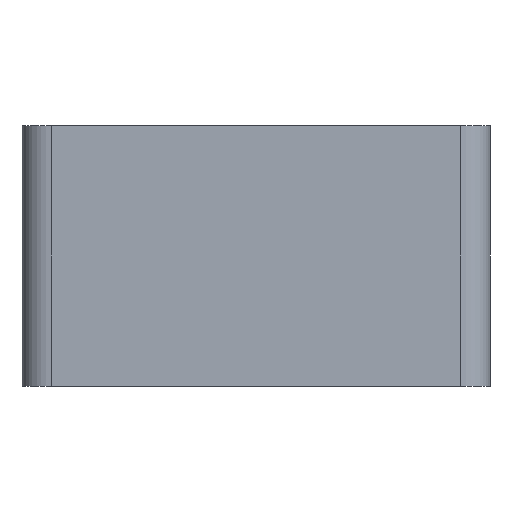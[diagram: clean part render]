
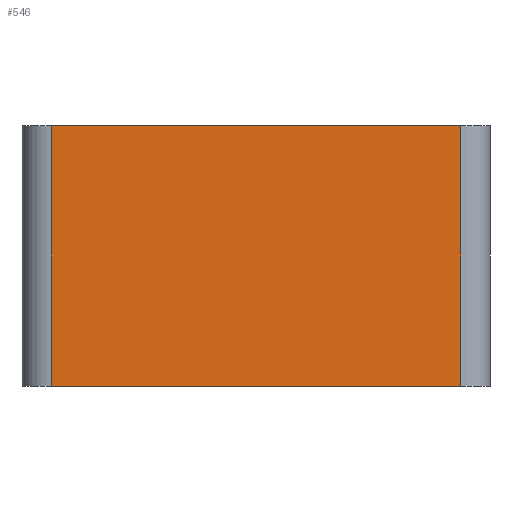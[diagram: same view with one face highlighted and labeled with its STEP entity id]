
A CAD part, left-side view. The second image highlights one B-rep face of the part: STEP entity #546.
In plain terms, the highlighted planar face has unit normal (-1, 0, 0).
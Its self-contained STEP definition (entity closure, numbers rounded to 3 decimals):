
#13 = VERTEX_POINT ( 'NONE', #120 ) ;
#25 = EDGE_CURVE ( 'NONE', #245, #600, #127, .T. ) ;
#42 = DIRECTION ( 'NONE',  ( 1., 0., 0. ) ) ;
#43 = VECTOR ( 'NONE', #423, 1000. ) ;
#45 = PLANE ( 'NONE',  #567 ) ;
#69 = LINE ( 'NONE', #513, #535 ) ;
#75 = CARTESIAN_POINT ( 'NONE',  ( -1.6, -0.8, 0. ) ) ;
#78 = CARTESIAN_POINT ( 'NONE',  ( -1.6, 0.7, 0.89 ) ) ;
#90 = DIRECTION ( 'NONE',  ( 0., 0., -1. ) ) ;
#97 = CARTESIAN_POINT ( 'NONE',  ( -1.6, -0.7, 0. ) ) ;
#120 = CARTESIAN_POINT ( 'NONE',  ( -1.6, -0.7, 0.89 ) ) ;
#127 = LINE ( 'NONE', #78, #193 ) ;
#158 = DIRECTION ( 'NONE',  ( 0., -1., 0. ) ) ;
#193 = VECTOR ( 'NONE', #218, 1000. ) ;
#201 = CARTESIAN_POINT ( 'NONE',  ( -1.6, 0.7, 0.89 ) ) ;
#218 = DIRECTION ( 'NONE',  ( 0., 0., -1. ) ) ;
#240 = FACE_OUTER_BOUND ( 'NONE', #589, .T. ) ;
#245 = VERTEX_POINT ( 'NONE', #201 ) ;
#273 = EDGE_CURVE ( 'NONE', #585, #13, #402, .T. ) ;
#301 = EDGE_CURVE ( 'NONE', #245, #13, #69, .T. ) ;
#402 = LINE ( 'NONE', #410, #615 ) ;
#410 = CARTESIAN_POINT ( 'NONE',  ( -1.6, -0.7, 0.89 ) ) ;
#411 = EDGE_CURVE ( 'NONE', #600, #585, #473, .T. ) ;
#422 = ORIENTED_EDGE ( 'NONE', *, *, #273, .T. ) ;
#423 = DIRECTION ( 'NONE',  ( 0., -1., 0. ) ) ;
#443 = CARTESIAN_POINT ( 'NONE',  ( -1.6, 0.7, 0. ) ) ;
#463 = DIRECTION ( 'NONE',  ( 0., 0., 1. ) ) ;
#473 = LINE ( 'NONE', #75, #43 ) ;
#489 = CARTESIAN_POINT ( 'NONE',  ( -1.6, -0.8, 0.89 ) ) ;
#513 = CARTESIAN_POINT ( 'NONE',  ( -1.6, -0.8, 0.89 ) ) ;
#535 = VECTOR ( 'NONE', #158, 1000. ) ;
#545 = ORIENTED_EDGE ( 'NONE', *, *, #411, .T. ) ;
#546 = ADVANCED_FACE ( 'NONE', ( #240 ), #45, .F. ) ;
#567 = AXIS2_PLACEMENT_3D ( 'NONE', #489, #42, #90 ) ;
#577 = ORIENTED_EDGE ( 'NONE', *, *, #301, .F. ) ;
#585 = VERTEX_POINT ( 'NONE', #97 ) ;
#589 = EDGE_LOOP ( 'NONE', ( #577, #602, #545, #422 ) ) ;
#600 = VERTEX_POINT ( 'NONE', #443 ) ;
#602 = ORIENTED_EDGE ( 'NONE', *, *, #25, .T. ) ;
#615 = VECTOR ( 'NONE', #463, 1000. ) ;
